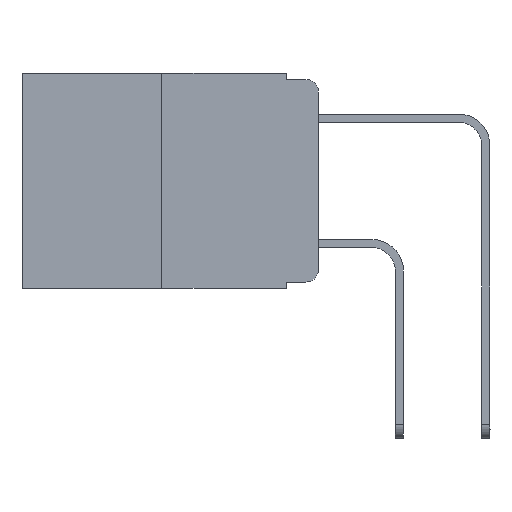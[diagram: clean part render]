
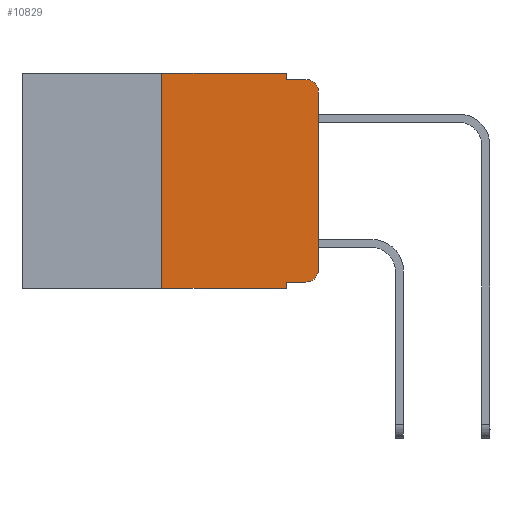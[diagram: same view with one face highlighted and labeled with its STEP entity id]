
A CAD part, left-side view. The second image highlights one B-rep face of the part: STEP entity #10829.
In plain terms, the highlighted planar face has unit normal (-1, 0, 0).
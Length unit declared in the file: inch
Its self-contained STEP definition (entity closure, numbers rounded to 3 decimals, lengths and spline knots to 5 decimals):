
#64 = LINE ( 'NONE', #8538, #9789 ) ;
#284 = CARTESIAN_POINT ( 'NONE',  ( 0., 0.051, -0.333 ) ) ;
#415 = VECTOR ( 'NONE', #7853, 39.37008 ) ;
#440 = VERTEX_POINT ( 'NONE', #7143 ) ;
#612 = CARTESIAN_POINT ( 'NONE',  ( 0., 0.051, -0.01 ) ) ;
#703 = CARTESIAN_POINT ( 'NONE',  ( 0., 0.051, -0.01 ) ) ;
#828 = DIRECTION ( 'NONE',  ( 0., 0., 1. ) ) ;
#877 = CARTESIAN_POINT ( 'NONE',  ( 0., 0.02, -0.313 ) ) ;
#893 = LINE ( 'NONE', #7267, #9564 ) ;
#1101 = CARTESIAN_POINT ( 'NONE',  ( 0., 0., -0.03 ) ) ;
#1111 = ORIENTED_EDGE ( 'NONE', *, *, #3477, .F. ) ;
#1265 = EDGE_CURVE ( 'NONE', #5406, #440, #1281, .T. ) ;
#1281 = LINE ( 'NONE', #11614, #415 ) ;
#1532 = AXIS2_PLACEMENT_3D ( 'NONE', #6361, #7163, #8175 ) ;
#1534 = VERTEX_POINT ( 'NONE', #1101 ) ;
#1674 = CARTESIAN_POINT ( 'NONE',  ( 0., 0.051, 0. ) ) ;
#1689 = CARTESIAN_POINT ( 'NONE',  ( 0., 0.02, -0.01 ) ) ;
#1725 = DIRECTION ( 'NONE',  ( 0., -1., 0. ) ) ;
#2421 = DIRECTION ( 'NONE',  ( 0., -1., 0. ) ) ;
#2502 = VERTEX_POINT ( 'NONE', #2585 ) ;
#2585 = CARTESIAN_POINT ( 'NONE',  ( 0., 0., -0.313 ) ) ;
#2622 = ORIENTED_EDGE ( 'NONE', *, *, #11446, .F. ) ;
#2663 = CARTESIAN_POINT ( 'NONE',  ( 0., 0.473, 0. ) ) ;
#2668 = ORIENTED_EDGE ( 'NONE', *, *, #8747, .T. ) ;
#2715 = CARTESIAN_POINT ( 'NONE',  ( 0., 0.25, -0.343 ) ) ;
#2806 = EDGE_CURVE ( 'NONE', #6332, #10556, #64, .T. ) ;
#3470 = VECTOR ( 'NONE', #9971, 39.37008 ) ;
#3477 = EDGE_CURVE ( 'NONE', #440, #3542, #8850, .T. ) ;
#3542 = VERTEX_POINT ( 'NONE', #1674 ) ;
#3792 = LINE ( 'NONE', #11732, #10311 ) ;
#3797 = ORIENTED_EDGE ( 'NONE', *, *, #2806, .F. ) ;
#3919 = DIRECTION ( 'NONE',  ( 0., 0., -1. ) ) ;
#4031 = EDGE_CURVE ( 'NONE', #5406, #10556, #3792, .T. ) ;
#4064 = LINE ( 'NONE', #703, #3470 ) ;
#4112 = VERTEX_POINT ( 'NONE', #6472 ) ;
#4339 = DIRECTION ( 'NONE',  ( 0., 0., -1. ) ) ;
#4688 = EDGE_CURVE ( 'NONE', #10195, #10070, #4064, .T. ) ;
#4815 = ORIENTED_EDGE ( 'NONE', *, *, #1265, .F. ) ;
#5230 = DIRECTION ( 'NONE',  ( -1., 0., 0. ) ) ;
#5272 = LINE ( 'NONE', #8961, #5410 ) ;
#5401 = VECTOR ( 'NONE', #1725, 39.37008 ) ;
#5406 = VERTEX_POINT ( 'NONE', #2715 ) ;
#5410 = VECTOR ( 'NONE', #4339, 39.37008 ) ;
#5419 = CIRCLE ( 'NONE', #6904, 0.02 ) ;
#5427 = EDGE_LOOP ( 'NONE', ( #7476, #10687, #9045, #2622, #1111, #4815, #9140, #3797, #2668, #7903 ) ) ;
#5436 = PLANE ( 'NONE',  #1532 ) ;
#5727 = FACE_OUTER_BOUND ( 'NONE', #5427, .T. ) ;
#5977 = CARTESIAN_POINT ( 'NONE',  ( 0., 0.051, -0.343 ) ) ;
#6332 = VERTEX_POINT ( 'NONE', #284 ) ;
#6361 = CARTESIAN_POINT ( 'NONE',  ( 0., 0.473, 0. ) ) ;
#6472 = CARTESIAN_POINT ( 'NONE',  ( 0., 0.02, -0.333 ) ) ;
#6516 = DIRECTION ( 'NONE',  ( 0., 0., -1. ) ) ;
#6904 = AXIS2_PLACEMENT_3D ( 'NONE', #877, #7356, #6516 ) ;
#7143 = CARTESIAN_POINT ( 'NONE',  ( 0., 0.25, 0. ) ) ;
#7163 = DIRECTION ( 'NONE',  ( 1., 0., 0. ) ) ;
#7233 = DIRECTION ( 'NONE',  ( 0., -1., 0. ) ) ;
#7267 = CARTESIAN_POINT ( 'NONE',  ( 0., 0., 0. ) ) ;
#7345 = LINE ( 'NONE', #11845, #8066 ) ;
#7356 = DIRECTION ( 'NONE',  ( -1., 0., 0. ) ) ;
#7476 = ORIENTED_EDGE ( 'NONE', *, *, #11704, .T. ) ;
#7853 = DIRECTION ( 'NONE',  ( 0., 0., 1. ) ) ;
#7903 = ORIENTED_EDGE ( 'NONE', *, *, #11006, .T. ) ;
#8066 = VECTOR ( 'NONE', #7233, 39.37008 ) ;
#8175 = DIRECTION ( 'NONE',  ( 0., 0., -1. ) ) ;
#8538 = CARTESIAN_POINT ( 'NONE',  ( 0., 0.051, 0. ) ) ;
#8747 = EDGE_CURVE ( 'NONE', #6332, #4112, #7345, .T. ) ;
#8850 = LINE ( 'NONE', #2663, #5401 ) ;
#8961 = CARTESIAN_POINT ( 'NONE',  ( 0., 0.051, 0. ) ) ;
#9045 = ORIENTED_EDGE ( 'NONE', *, *, #4688, .F. ) ;
#9140 = ORIENTED_EDGE ( 'NONE', *, *, #4031, .T. ) ;
#9162 = CIRCLE ( 'NONE', #11090, 0.02 ) ;
#9564 = VECTOR ( 'NONE', #828, 39.37008 ) ;
#9741 = CARTESIAN_POINT ( 'NONE',  ( 0., 0.02, -0.03 ) ) ;
#9789 = VECTOR ( 'NONE', #3919, 39.37008 ) ;
#9971 = DIRECTION ( 'NONE',  ( 0., -1., 0. ) ) ;
#10070 = VERTEX_POINT ( 'NONE', #1689 ) ;
#10195 = VERTEX_POINT ( 'NONE', #612 ) ;
#10311 = VECTOR ( 'NONE', #2421, 39.37008 ) ;
#10556 = VERTEX_POINT ( 'NONE', #5977 ) ;
#10657 = EDGE_CURVE ( 'NONE', #1534, #10070, #9162, .T. ) ;
#10687 = ORIENTED_EDGE ( 'NONE', *, *, #10657, .T. ) ;
#10773 = DIRECTION ( 'NONE',  ( 0., 0., -1. ) ) ;
#10829 = ADVANCED_FACE ( 'NONE', ( #5727 ), #5436, .F. ) ;
#11006 = EDGE_CURVE ( 'NONE', #4112, #2502, #5419, .T. ) ;
#11090 = AXIS2_PLACEMENT_3D ( 'NONE', #9741, #5230, #10773 ) ;
#11446 = EDGE_CURVE ( 'NONE', #3542, #10195, #5272, .T. ) ;
#11614 = CARTESIAN_POINT ( 'NONE',  ( 0., 0.25, 0. ) ) ;
#11704 = EDGE_CURVE ( 'NONE', #2502, #1534, #893, .T. ) ;
#11732 = CARTESIAN_POINT ( 'NONE',  ( 0., 0.473, -0.343 ) ) ;
#11845 = CARTESIAN_POINT ( 'NONE',  ( 0., 0.051, -0.333 ) ) ;
